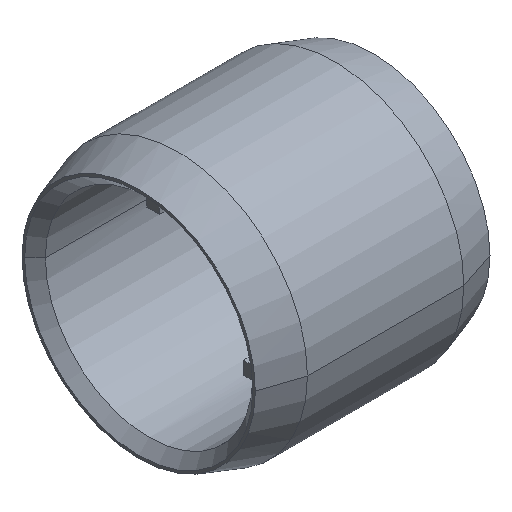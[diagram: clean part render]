
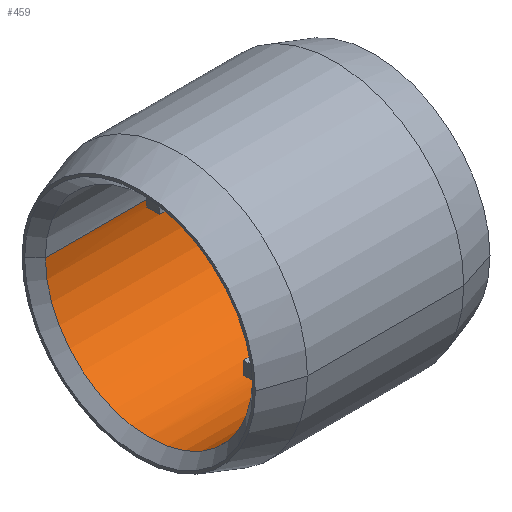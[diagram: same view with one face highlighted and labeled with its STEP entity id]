
A CAD part, isometric view. The second image highlights one B-rep face of the part: STEP entity #459.
In plain terms, the highlighted cylindrical face has radius 80 mm (diameter 160 mm), a partial arc.
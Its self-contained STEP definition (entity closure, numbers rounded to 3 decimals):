
#383 = EDGE_CURVE( '', #839, #757, #1097, .T. );
#401 = EDGE_CURVE( '', #531, #601, #1117, .T. );
#409 = EDGE_CURVE( '', #641, #785, #1125, .T. );
#459 = ADVANCED_FACE( '', ( #1182, #1183 ), #1184, .F. );
#461 = EDGE_CURVE( '', #641, #997, #1186, .T. );
#477 = EDGE_CURVE( '', #785, #537, #1203, .T. );
#491 = EDGE_CURVE( '', #605, #721, #1217, .T. );
#519 = EDGE_CURVE( '', #1045, #665, #1250, .T. );
#529 = EDGE_CURVE( '', #537, #577, #1261, .T. );
#531 = VERTEX_POINT( '', #1263 );
#537 = VERTEX_POINT( '', #1270 );
#577 = VERTEX_POINT( '', #1316 );
#601 = VERTEX_POINT( '', #1343 );
#605 = VERTEX_POINT( '', #1347 );
#641 = VERTEX_POINT( '', #1386 );
#651 = EDGE_CURVE( '', #665, #531, #1397, .T. );
#661 = EDGE_CURVE( '', #721, #577, #1410, .T. );
#665 = VERTEX_POINT( '', #1414 );
#669 = EDGE_CURVE( '', #601, #1045, #1419, .T. );
#721 = VERTEX_POINT( '', #1475 );
#757 = VERTEX_POINT( '', #1516 );
#785 = VERTEX_POINT( '', #1544 );
#813 = VERTEX_POINT( '', #1574 );
#839 = VERTEX_POINT( '', #1603 );
#849 = VERTEX_POINT( '', #1614 );
#895 = EDGE_CURVE( '', #813, #849, #1668, .T. );
#911 = VERTEX_POINT( '', #1687 );
#997 = VERTEX_POINT( '', #1787 );
#1035 = EDGE_CURVE( '', #757, #911, #1828, .T. );
#1037 = EDGE_CURVE( '', #839, #605, #1830, .T. );
#1039 = EDGE_CURVE( '', #813, #997, #1832, .T. );
#1041 = EDGE_CURVE( '', #911, #849, #1834, .T. );
#1045 = VERTEX_POINT( '', #1838 );
#1097 = CIRCLE( '', #1890, 80. );
#1117 = LINE( '', #1916, #1917 );
#1125 = CIRCLE( '', #1929, 80. );
#1182 = FACE_OUTER_BOUND( '', #2035, .T. );
#1183 = FACE_BOUND( '', #2036, .T. );
#1184 = CYLINDRICAL_SURFACE( '', #2037, 80. );
#1186 = LINE( '', #2040, #2041 );
#1203 = LINE( '', #2067, #2068 );
#1217 = CIRCLE( '', #2088, 80. );
#1250 = LINE( '', #2167, #2168 );
#1261 = CIRCLE( '', #2182, 80. );
#1263 = CARTESIAN_POINT( '', ( 0., -5., -79.844 ) );
#1270 = CARTESIAN_POINT( '', ( 0., -79.844, -5. ) );
#1316 = CARTESIAN_POINT( '', ( 0., -80., 0. ) );
#1343 = CARTESIAN_POINT( '', ( -5., -5., -79.844 ) );
#1347 = CARTESIAN_POINT( '', ( 82., 80., 0. ) );
#1386 = CARTESIAN_POINT( '', ( -5., -80., 0. ) );
#1397 = CIRCLE( '', #2440, 80. );
#1410 = LINE( '', #2458, #2459 );
#1414 = CARTESIAN_POINT( '', ( 0., 5., -79.844 ) );
#1419 = CIRCLE( '', #2471, 80. );
#1475 = CARTESIAN_POINT( '', ( 82., -80., 0. ) );
#1516 = CARTESIAN_POINT( '', ( 0., 79.844, -5. ) );
#1544 = CARTESIAN_POINT( '', ( -5., -79.844, -5. ) );
#1574 = CARTESIAN_POINT( '', ( -83., 80., 0. ) );
#1603 = CARTESIAN_POINT( '', ( 0., 80., 0. ) );
#1614 = CARTESIAN_POINT( '', ( -5., 80., 0. ) );
#1668 = LINE( '', #2961, #2962 );
#1687 = CARTESIAN_POINT( '', ( -5., 79.844, -5. ) );
#1787 = CARTESIAN_POINT( '', ( -83., -80., 0. ) );
#1828 = LINE( '', #3264, #3265 );
#1830 = LINE( '', #3268, #3269 );
#1832 = CIRCLE( '', #3272, 80. );
#1834 = CIRCLE( '', #3275, 80. );
#1838 = CARTESIAN_POINT( '', ( -5., 5., -79.844 ) );
#1890 = AXIS2_PLACEMENT_3D( '', #3319, #3320, #3321 );
#1916 = CARTESIAN_POINT( '', ( -2.5, -5., -79.844 ) );
#1917 = VECTOR( '', #3346, 1. );
#1929 = AXIS2_PLACEMENT_3D( '', #3356, #3357, #3358 );
#2035 = EDGE_LOOP( '', ( #3445, #3446, #3447, #3448, #3449, #3450, #3451, #3452, #3453, #3454, #3455, #3456 ) );
#2036 = EDGE_LOOP( '', ( #3457, #3458, #3459, #3460 ) );
#2037 = AXIS2_PLACEMENT_3D( '', #3461, #3462, #3463 );
#2040 = CARTESIAN_POINT( '', ( -0.5, -80., 0. ) );
#2041 = VECTOR( '', #3464, 1. );
#2067 = CARTESIAN_POINT( '', ( -2.5, -79.844, -5. ) );
#2068 = VECTOR( '', #3477, 1. );
#2088 = AXIS2_PLACEMENT_3D( '', #3483, #3484, #3485 );
#2167 = CARTESIAN_POINT( '', ( -2.5, 5., -79.844 ) );
#2168 = VECTOR( '', #3516, 1. );
#2182 = AXIS2_PLACEMENT_3D( '', #3531, #3532, #3533 );
#2440 = AXIS2_PLACEMENT_3D( '', #3695, #3696, #3697 );
#2458 = CARTESIAN_POINT( '', ( -0.5, -80., 0. ) );
#2459 = VECTOR( '', #3717, 1. );
#2471 = AXIS2_PLACEMENT_3D( '', #3727, #3728, #3729 );
#2961 = CARTESIAN_POINT( '', ( -0.5, 80., 0. ) );
#2962 = VECTOR( '', #4020, 1. );
#3264 = CARTESIAN_POINT( '', ( -2.5, 79.844, -5. ) );
#3265 = VECTOR( '', #4215, 1. );
#3268 = CARTESIAN_POINT( '', ( -0.5, 80., 0. ) );
#3269 = VECTOR( '', #4216, 1. );
#3272 = AXIS2_PLACEMENT_3D( '', #4217, #4218, #4219 );
#3275 = AXIS2_PLACEMENT_3D( '', #4220, #4221, #4222 );
#3319 = CARTESIAN_POINT( '', ( 0., 0., 0. ) );
#3320 = DIRECTION( '', ( -1., 0., 0. ) );
#3321 = DIRECTION( '', ( 0., 1., 0. ) );
#3346 = DIRECTION( '', ( -1., 0., 0. ) );
#3356 = CARTESIAN_POINT( '', ( -5., 0., 0. ) );
#3357 = DIRECTION( '', ( 1., 0., 0. ) );
#3358 = DIRECTION( '', ( 0., 1., 0. ) );
#3445 = ORIENTED_EDGE( '', *, *, #895, .F. );
#3446 = ORIENTED_EDGE( '', *, *, #1039, .T. );
#3447 = ORIENTED_EDGE( '', *, *, #461, .F. );
#3448 = ORIENTED_EDGE( '', *, *, #409, .T. );
#3449 = ORIENTED_EDGE( '', *, *, #477, .T. );
#3450 = ORIENTED_EDGE( '', *, *, #529, .T. );
#3451 = ORIENTED_EDGE( '', *, *, #661, .F. );
#3452 = ORIENTED_EDGE( '', *, *, #491, .F. );
#3453 = ORIENTED_EDGE( '', *, *, #1037, .F. );
#3454 = ORIENTED_EDGE( '', *, *, #383, .T. );
#3455 = ORIENTED_EDGE( '', *, *, #1035, .T. );
#3456 = ORIENTED_EDGE( '', *, *, #1041, .T. );
#3457 = ORIENTED_EDGE( '', *, *, #401, .T. );
#3458 = ORIENTED_EDGE( '', *, *, #669, .T. );
#3459 = ORIENTED_EDGE( '', *, *, #519, .T. );
#3460 = ORIENTED_EDGE( '', *, *, #651, .T. );
#3461 = CARTESIAN_POINT( '', ( -0.5, 0., 0. ) );
#3462 = DIRECTION( '', ( 1., 0., 0. ) );
#3463 = DIRECTION( '', ( 0., 1., 0. ) );
#3464 = DIRECTION( '', ( -1., 0., 0. ) );
#3477 = DIRECTION( '', ( 1., 0., 0. ) );
#3483 = CARTESIAN_POINT( '', ( 82., 0., 0. ) );
#3484 = DIRECTION( '', ( -1., 0., 0. ) );
#3485 = DIRECTION( '', ( 0., 1., 0. ) );
#3516 = DIRECTION( '', ( 1., 0., 0. ) );
#3531 = CARTESIAN_POINT( '', ( 0., 0., 0. ) );
#3532 = DIRECTION( '', ( -1., 0., 0. ) );
#3533 = DIRECTION( '', ( 0., 1., 0. ) );
#3695 = CARTESIAN_POINT( '', ( 0., 0., 0. ) );
#3696 = DIRECTION( '', ( -1., 0., 0. ) );
#3697 = DIRECTION( '', ( 0., 1., 0. ) );
#3717 = DIRECTION( '', ( -1., 0., 0. ) );
#3727 = CARTESIAN_POINT( '', ( -5., 0., 0. ) );
#3728 = DIRECTION( '', ( 1., 0., 0. ) );
#3729 = DIRECTION( '', ( 0., 1., 0. ) );
#4020 = DIRECTION( '', ( 1., 0., 0. ) );
#4215 = DIRECTION( '', ( -1., 0., 0. ) );
#4216 = DIRECTION( '', ( 1., 0., 0. ) );
#4217 = CARTESIAN_POINT( '', ( -83., 0., 0. ) );
#4218 = DIRECTION( '', ( -1., 0., 0. ) );
#4219 = DIRECTION( '', ( 0., 1., 0. ) );
#4220 = CARTESIAN_POINT( '', ( -5., 0., 0. ) );
#4221 = DIRECTION( '', ( 1., 0., 0. ) );
#4222 = DIRECTION( '', ( 0., 1., 0. ) );
